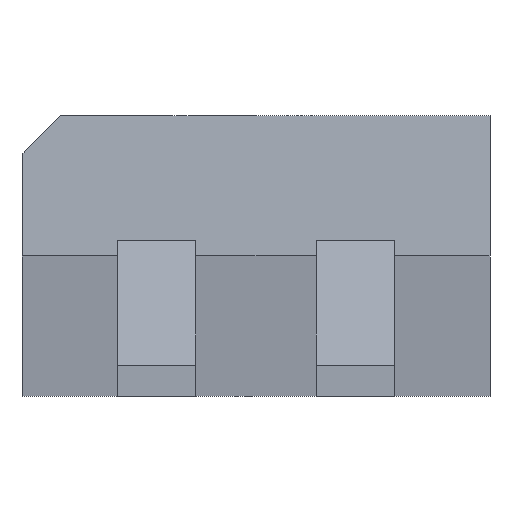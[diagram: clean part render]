
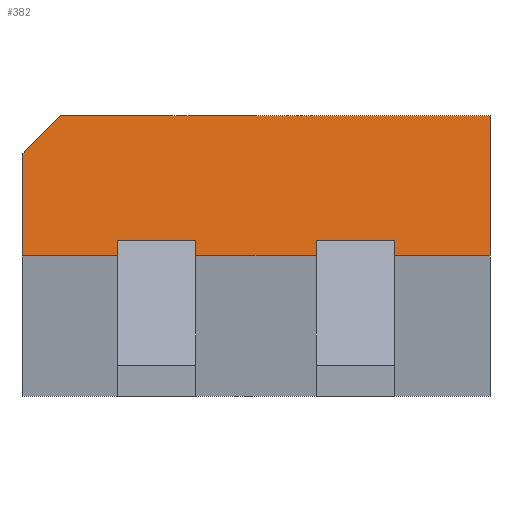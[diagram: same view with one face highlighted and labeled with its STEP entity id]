
A CAD part, left-side view. The second image highlights one B-rep face of the part: STEP entity #382.
In plain terms, the highlighted planar face has unit normal (-0.994, 0, 0.11).
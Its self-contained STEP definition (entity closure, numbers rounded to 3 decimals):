
#126 = VERTEX_POINT('',#127);
#127 = CARTESIAN_POINT('',(-1.489,-0.385,1.));
#133 = EDGE_CURVE('',#134,#126,#136,.T.);
#134 = VERTEX_POINT('',#135);
#135 = CARTESIAN_POINT('',(-1.5,-0.385,0.9));
#136 = LINE('',#137,#138);
#137 = CARTESIAN_POINT('',(-1.493,-0.385,0.966));
#138 = VECTOR('',#139,1.);
#139 = DIRECTION('',(0.11,0.,0.994)
  );
#183 = VERTEX_POINT('',#184);
#184 = CARTESIAN_POINT('',(-1.489,-0.885,1.));
#190 = EDGE_CURVE('',#191,#183,#193,.T.);
#191 = VERTEX_POINT('',#192);
#192 = CARTESIAN_POINT('',(-1.5,-0.885,0.9));
#193 = LINE('',#194,#195);
#194 = CARTESIAN_POINT('',(-1.493,-0.885,0.966));
#195 = VECTOR('',#196,1.);
#196 = DIRECTION('',(0.11,0.,0.994)
  );
#240 = EDGE_CURVE('',#126,#183,#241,.T.);
#241 = LINE('',#242,#243);
#242 = CARTESIAN_POINT('',(-1.489,0.558,1.));
#243 = VECTOR('',#244,1.);
#244 = DIRECTION('',(0.,-1.,0.));
#306 = VERTEX_POINT('',#307);
#307 = CARTESIAN_POINT('',(-1.5,1.5,0.9));
#315 = EDGE_CURVE('',#306,#316,#318,.T.);
#316 = VERTEX_POINT('',#317);
#317 = CARTESIAN_POINT('',(-1.5,0.885,0.9));
#318 = LINE('',#319,#320);
#319 = CARTESIAN_POINT('',(-1.5,1.5,0.9));
#320 = VECTOR('',#321,1.);
#321 = DIRECTION('',(0.,-1.,0.));
#340 = VERTEX_POINT('',#341);
#341 = CARTESIAN_POINT('',(-1.5,0.385,0.9));
#347 = EDGE_CURVE('',#340,#134,#348,.T.);
#348 = LINE('',#349,#350);
#349 = CARTESIAN_POINT('',(-1.5,1.5,0.9));
#350 = VECTOR('',#351,1.);
#351 = DIRECTION('',(0.,-1.,0.));
#356 = EDGE_CURVE('',#191,#357,#359,.T.);
#357 = VERTEX_POINT('',#358);
#358 = CARTESIAN_POINT('',(-1.5,-1.5,0.9));
#359 = LINE('',#360,#361);
#360 = CARTESIAN_POINT('',(-1.5,1.5,0.9));
#361 = VECTOR('',#362,1.);
#362 = DIRECTION('',(0.,-1.,0.));
#382 = ADVANCED_FACE('',(#383),#443,.F.);
#383 = FACE_BOUND('',#384,.F.);
#384 = EDGE_LOOP('',(#385,#395,#403,#409,#410,#411,#412,#413,#414,#422,
    #430,#436,#437));
#385 = ORIENTED_EDGE('',*,*,#386,.F.);
#386 = EDGE_CURVE('',#387,#389,#391,.T.);
#387 = VERTEX_POINT('',#388);
#388 = CARTESIAN_POINT('',(-1.4,1.25,1.8));
#389 = VERTEX_POINT('',#390);
#390 = CARTESIAN_POINT('',(-1.428,1.5,1.55));
#391 = LINE('',#392,#393);
#392 = CARTESIAN_POINT('',(-1.405,1.297,1.753
    ));
#393 = VECTOR('',#394,1.);
#394 = DIRECTION('',(-0.078,0.705,-0.705)
  );
#395 = ORIENTED_EDGE('',*,*,#396,.T.);
#396 = EDGE_CURVE('',#387,#397,#399,.T.);
#397 = VERTEX_POINT('',#398);
#398 = CARTESIAN_POINT('',(-1.4,-1.5,1.8));
#399 = LINE('',#400,#401);
#400 = CARTESIAN_POINT('',(-1.4,1.5,1.8));
#401 = VECTOR('',#402,1.);
#402 = DIRECTION('',(0.,-1.,0.));
#403 = ORIENTED_EDGE('',*,*,#404,.T.);
#404 = EDGE_CURVE('',#397,#357,#405,.T.);
#405 = LINE('',#406,#407);
#406 = CARTESIAN_POINT('',(-1.4,-1.5,1.8));
#407 = VECTOR('',#408,1.);
#408 = DIRECTION('',(-0.11,0.,
    -0.994));
#409 = ORIENTED_EDGE('',*,*,#356,.F.);
#410 = ORIENTED_EDGE('',*,*,#190,.T.);
#411 = ORIENTED_EDGE('',*,*,#240,.F.);
#412 = ORIENTED_EDGE('',*,*,#133,.F.);
#413 = ORIENTED_EDGE('',*,*,#347,.F.);
#414 = ORIENTED_EDGE('',*,*,#415,.T.);
#415 = EDGE_CURVE('',#340,#416,#418,.T.);
#416 = VERTEX_POINT('',#417);
#417 = CARTESIAN_POINT('',(-1.489,0.385,1.));
#418 = LINE('',#419,#420);
#419 = CARTESIAN_POINT('',(-1.493,0.385,0.966));
#420 = VECTOR('',#421,1.);
#421 = DIRECTION('',(0.11,0.,0.994)
  );
#422 = ORIENTED_EDGE('',*,*,#423,.F.);
#423 = EDGE_CURVE('',#424,#416,#426,.T.);
#424 = VERTEX_POINT('',#425);
#425 = CARTESIAN_POINT('',(-1.489,0.885,1.));
#426 = LINE('',#427,#428);
#427 = CARTESIAN_POINT('',(-1.489,1.193,1.));
#428 = VECTOR('',#429,1.);
#429 = DIRECTION('',(0.,-1.,0.));
#430 = ORIENTED_EDGE('',*,*,#431,.F.);
#431 = EDGE_CURVE('',#316,#424,#432,.T.);
#432 = LINE('',#433,#434);
#433 = CARTESIAN_POINT('',(-1.493,0.885,0.966));
#434 = VECTOR('',#435,1.);
#435 = DIRECTION('',(0.11,0.,0.994)
  );
#436 = ORIENTED_EDGE('',*,*,#315,.F.);
#437 = ORIENTED_EDGE('',*,*,#438,.F.);
#438 = EDGE_CURVE('',#389,#306,#439,.T.);
#439 = LINE('',#440,#441);
#440 = CARTESIAN_POINT('',(-1.4,1.5,1.8));
#441 = VECTOR('',#442,1.);
#442 = DIRECTION('',(-0.11,0.,
    -0.994));
#443 = PLANE('',#444);
#444 = AXIS2_PLACEMENT_3D('',#445,#446,#447);
#445 = CARTESIAN_POINT('',(-1.4,1.5,1.8));
#446 = DIRECTION('',(0.994,0.,-0.11
    ));
#447 = DIRECTION('',(-0.11,0.,
    -0.994));
